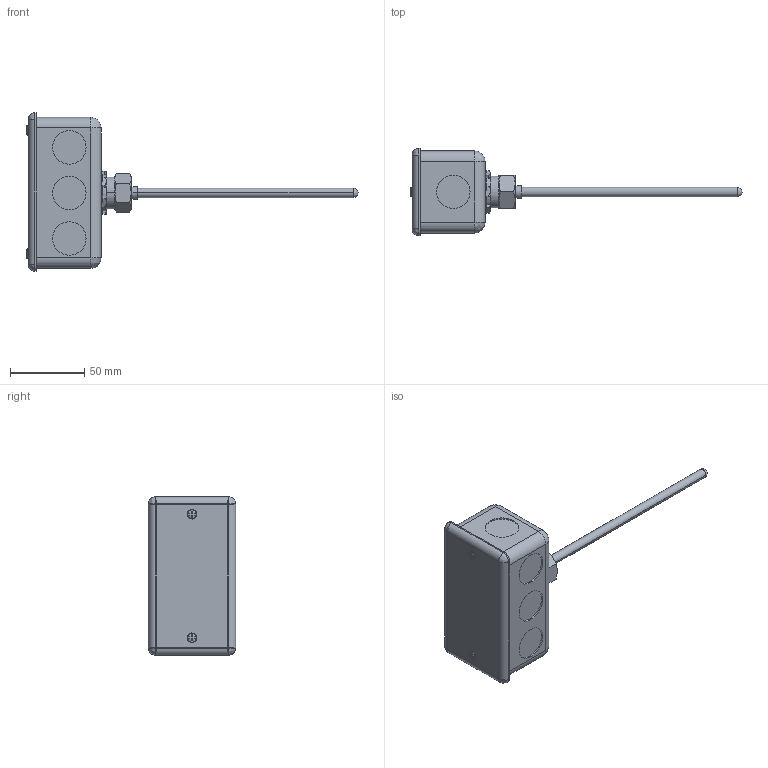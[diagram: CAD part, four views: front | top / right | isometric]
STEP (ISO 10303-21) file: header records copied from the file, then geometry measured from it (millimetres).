
FILE_DESCRIPTION (( 'STEP AP214' ), '1' );
FILE_NAME ('NTC10K3-JB06-02.STEP', '2024-04-24T17:55:09', ( '' ), ( '' ), 'SwSTEP 2.0', 'SolidWorks 2021', '' );
FILE_SCHEMA (( 'AUTOMOTIVE_DESIGN' ));
Length unit declared in the file: inch
Products named in the file (1): NTC10K3-JB06-02
Bounding box: 223.22 x 58.8 x 106.43 mm (x, y, z)
Volume: 46112.9 mm3; surface area: 63628 mm2
Topology: 5 solids, 5 shells, 358 faces, 874 edges, 535 vertices
Faces by surface type: plane 153, cylinder 143, bspline 42, cone 16, torus 4
Entity records: 11521 total; most frequent: CARTESIAN_POINT 3074, DIRECTION 1791, ORIENTED_EDGE 1708, EDGE_CURVE 854, AXIS2_PLACEMENT_3D 672, VERTEX_POINT 535, VECTOR 447, LINE 447
